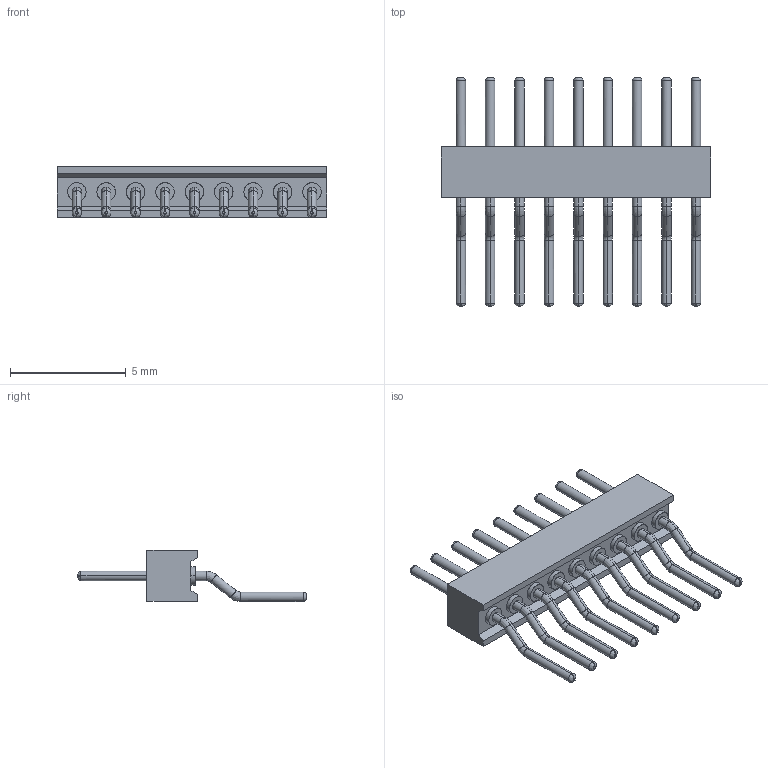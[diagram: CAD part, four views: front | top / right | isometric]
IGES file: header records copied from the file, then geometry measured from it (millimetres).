
Start section: ZWSOFT
Global section: file name: 3514-221XXZXX103X1.igs; native system: ZW3D; preprocessor: 1.0; author: ZW3D; organization: ZWSOFT; date: 231011.094520; units: millimetre
Bounding box: 11.63 x 9.9 x 2.21 mm (x, y, z)
Surface area: 252.5 mm2 (no closed solid volume)
Topology: 0 solids, 0 shells, 424 faces, 1794 edges, 1794 vertices
Faces by surface type: bspline 424
